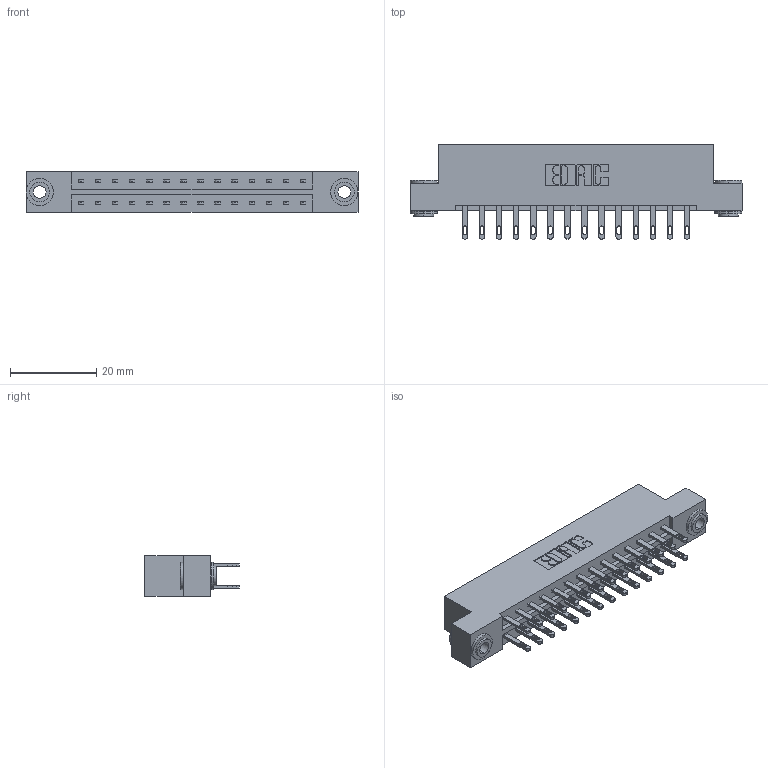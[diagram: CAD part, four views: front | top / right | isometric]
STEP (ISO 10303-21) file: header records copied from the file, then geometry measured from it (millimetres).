
FILE_DESCRIPTION (( 'STEP AP203' ), '1' );
FILE_NAME ('833-028-500-203.STEP', '2020-06-02T07:26:14', ( '' ), ( '' ), 'SwSTEP 2.0', 'SolidWorks 2020', '' );
FILE_SCHEMA (( 'CONFIG_CONTROL_DESIGN' ));
Length unit declared in the file: inch
Products named in the file (4): 345-292-001_345-293-100; 833-028-500-203; 345-250-002_345-250-002-102; 833 Part_Flush - .156 Dia - TH
Assembly tree (31 placements, depth 2):
  833-028-500-203
    833 Part_Flush - .156 Dia - TH
    345-292-001_345-293-100  x28
    345-250-002_345-250-002-102  x2
Bounding box: 77.01 x 21.85 x 9.4 mm (x, y, z)
Volume: 7705.7 mm3; surface area: 9338.2 mm2
Topology: 31 solids, 31 shells, 1496 faces, 4503 edges, 2998 vertices
Faces by surface type: plane 920, cylinder 568, cone 8
Entity records: 13208 total; most frequent: CARTESIAN_POINT 2197, ORIENTED_EDGE 2126, DIRECTION 1961, EDGE_CURVE 1063, LINE 907, VECTOR 907, VERTEX_POINT 706, AXIS2_PLACEMENT_3D 527
